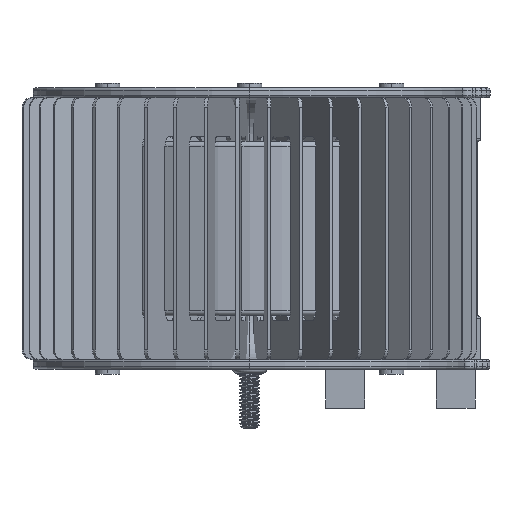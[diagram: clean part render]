
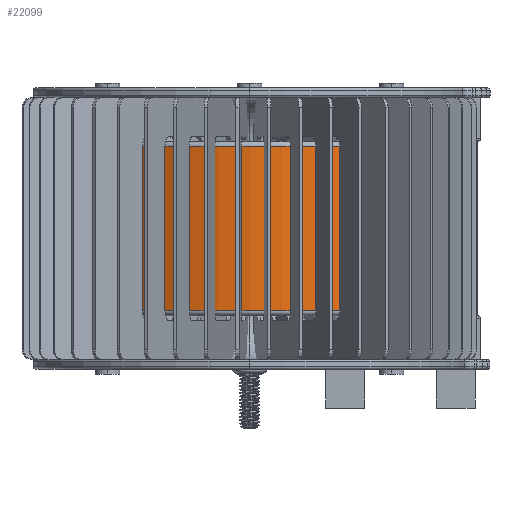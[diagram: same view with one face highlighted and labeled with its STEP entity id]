
A CAD part, front view. The second image highlights one B-rep face of the part: STEP entity #22099.
In plain terms, the highlighted cylindrical face has radius 37.605 mm (diameter 75.21 mm), a partial arc.
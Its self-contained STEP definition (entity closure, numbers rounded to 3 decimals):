
#631=CYLINDRICAL_SURFACE('',#24849,37.605);
#2800=LINE('',#42752,#4702);
#2801=LINE('',#42753,#4703);
#4702=VECTOR('',#31300,1000.);
#4703=VECTOR('',#31301,1000.);
#11160=ORIENTED_EDGE('',*,*,#14400,.T.);
#11161=ORIENTED_EDGE('',*,*,#14394,.T.);
#11162=ORIENTED_EDGE('',*,*,#14401,.T.);
#11163=ORIENTED_EDGE('',*,*,#14395,.F.);
#14394=EDGE_CURVE('',#16479,#16488,#2800,.T.);
#14395=EDGE_CURVE('',#16477,#16486,#2801,.T.);
#14400=EDGE_CURVE('',#16477,#16479,#17544,.T.);
#14401=EDGE_CURVE('',#16488,#16486,#17545,.T.);
#16477=VERTEX_POINT('',#42712);
#16479=VERTEX_POINT('',#42715);
#16486=VERTEX_POINT('',#42731);
#16488=VERTEX_POINT('',#42735);
#17544=CIRCLE('',#24850,37.605);
#17545=CIRCLE('',#24851,37.605);
#18905=EDGE_LOOP('',(#11160,#11161,#11162,#11163));
#20270=FACE_BOUND('',#18905,.T.);
#22099=ADVANCED_FACE('',(#20270),#631,.T.);
#24849=AXIS2_PLACEMENT_3D('',#42760,#31314,#31315);
#24850=AXIS2_PLACEMENT_3D('',#42761,#31316,#31317);
#24851=AXIS2_PLACEMENT_3D('',#42762,#31318,#31319);
#31300=DIRECTION('',(0.,-1.,0.));
#31301=DIRECTION('',(0.,-1.,0.));
#31314=DIRECTION('',(0.,-1.,0.));
#31315=DIRECTION('',(0.,0.,-1.));
#31316=DIRECTION('',(0.,-1.,0.));
#31317=DIRECTION('',(0.,0.,1.));
#31318=DIRECTION('',(0.,1.,0.));
#31319=DIRECTION('',(0.,0.,1.));
#42712=CARTESIAN_POINT('',(12.547,65.256,8.827));
#42715=CARTESIAN_POINT('',(12.547,65.256,84.037));
#42731=CARTESIAN_POINT('',(12.547,31.336,8.827));
#42735=CARTESIAN_POINT('',(12.547,31.336,84.037));
#42752=CARTESIAN_POINT('',(12.547,66.256,84.037));
#42753=CARTESIAN_POINT('',(12.547,66.256,8.827));
#42760=CARTESIAN_POINT('',(12.547,66.256,46.432));
#42761=CARTESIAN_POINT('',(12.547,65.256,46.432));
#42762=CARTESIAN_POINT('',(12.547,31.336,46.432));
